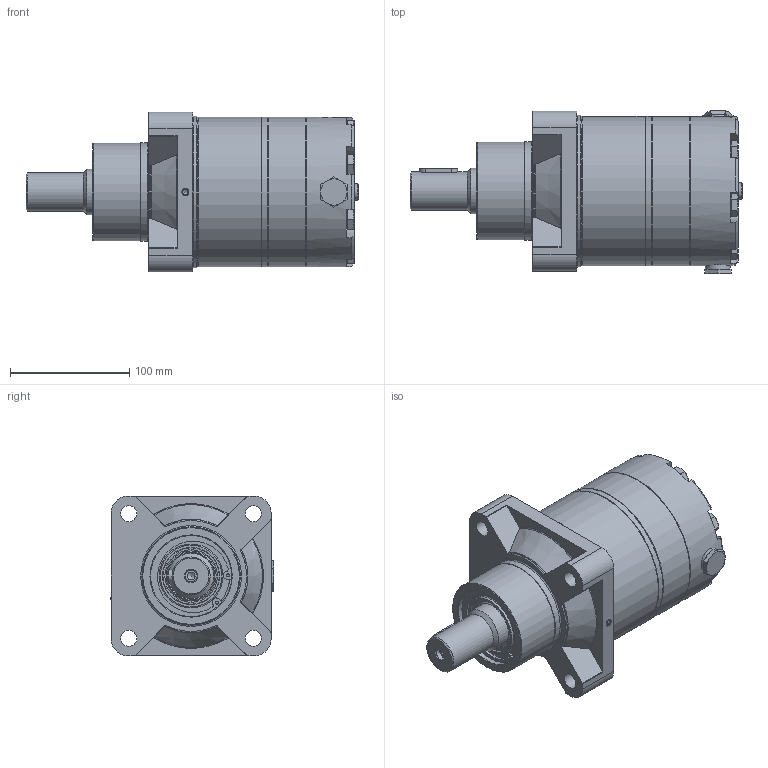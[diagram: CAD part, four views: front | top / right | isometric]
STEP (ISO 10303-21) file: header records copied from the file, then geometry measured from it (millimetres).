
FILE_DESCRIPTION(/* description */ ('STEP AP214'),/* implementation_level */ '2;1');
FILE_NAME(/* name */ 'HWSR235M2P170(EURO)',/* time_stamp */ '2023-02-20T13:56:25+01:00',/* author */ ('License CC BY-ND 4.0'),/* organization */ ('CADENAS'),/* preprocessor_version */ 'ST-DEVELOPER v18.102',/* originating_system */ 'PARTsolutions',/* authorisation */ ' ');
FILE_SCHEMA (('AUTOMOTIVE_DESIGN {1 0 10303 214 3 1 1}'));
Length unit declared in the file: millimetre
Products named in the file (7): HWSR235M2P170(EURO); Hexagon bolt DIN 931-1 M10x660; HWSREC; HW235D; HWF; HWMSH; HWSRMF
Assembly tree (12 placements, depth 2):
  HWSR235M2P170(EURO)
    Hexagon bolt DIN 931-1 M10x660  x7
    HWSREC
    HW235D
    HWF
    HWMSH
    HWSRMF
Bounding box: 278.3 x 137.47 x 134 mm (x, y, z)
Volume: 2453532.9 mm3; surface area: 278145 mm2
Topology: 12 solids, 12 shells, 390 faces, 876 edges, 548 vertices
Faces by surface type: plane 162, cone 107, cylinder 98, torus 23
Full cylindrical faces by diameter (mm): 2 x2, 2.5 x2, 4.4 x1, 4.9 x1, 5.9 x1, 5.99 x1, 6.647 x1, 8 x1, 10 x8, 10.4 x7, 10.5 x7, 13.5 x4, 13.8 x1, 15.5 x1, 16 x7, 18.631 x2, 21 x2, 32 x1, 34 x2, 38.1 x1, 44 x1, 48 x1, 51.6 x1, 65 x1, 68 x3, 71 x1, 82 x1, 82.5 x1, 125 x4, 127 x1
Entity records: 7607 total; most frequent: CARTESIAN_POINT 1554, DIRECTION 1244, ORIENTED_EDGE 1056, AXIS2_PLACEMENT_3D 535, EDGE_CURVE 528, FACE_BOUND 427, EDGE_LOOP 421, VERTEX_POINT 391
